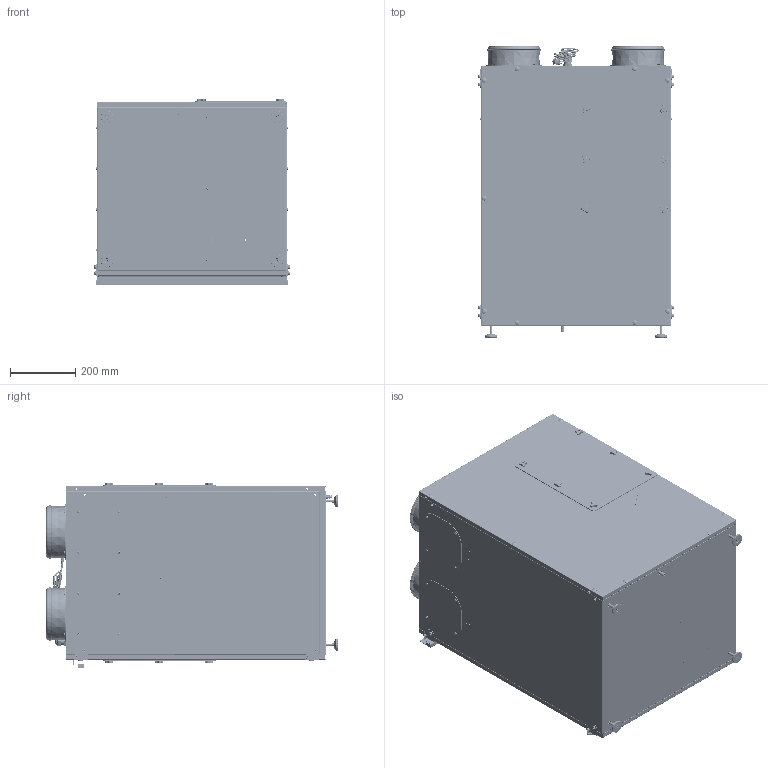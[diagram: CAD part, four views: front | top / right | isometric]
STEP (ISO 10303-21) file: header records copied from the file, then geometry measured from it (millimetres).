
FILE_DESCRIPTION (( 'STEP AP214' ), '1' );
FILE_NAME ('HOME STEP.STEP', '2020-03-19T10:07:44', ( '' ), ( '' ), 'SwSTEP 2.0', 'SolidWorks 2018', '' );
FILE_SCHEMA (( 'AUTOMOTIVE_DESIGN' ));
Length unit declared in the file: millimetre
Products named in the file (42): 450-04-29-G08-35-04-00-003; pan head cross recess screw_iso_ISO 7045 - M4 x 5 - Z - 5N; FILTRE KAPAK CONTASI 3 mm ; 850-EKP-00-117 ; 450-04-29-G08-35-04-00-012; 450-04-29-G08-35-04-00-004; 860-04-29-G10-35-04-00-043; m10 6 köþe perçin somun; 860-04-29-G10-35-04-00-044; 125-TAPA-0000; countersunk flat head cross recess screw_iso_ISO 7046-1 - M4 x 10 - Z - 10N; filter symbol; 460-04-29-G08-35-04-00-041; 404-K29-35-04-00-010; 130-07-006-014; socket head cap screw_iso_ISO 4762 M6 x 10 - 10N; 125-120-0000; cable Multi Socket+; 404-K29-35-04-00-003; PE_PG13.5; taze hava emiþ ; 124-000-0300-0160; 126-10022; 450-04-29-G08-35-04-00-033; 404-K29-35-04-00-002; mahal emiþ; pop percin ; 404-K29-35-04-00-012; 860-04-29-G20-35-04-00-045; 450-04-29-G15-35-04-00-010; mahal üfleme ; egzoz atýþ; 450-04-29-G08-35-04-00-031; 450-04-29-G08-35-04-00-002; 450-04-29-G08-35-04-00-001; m6 6 köþe perçin somun; HOME STEP; 404-K29-35-04-01-001; BOGAZ KAPAMA SAC CONTASI 3mm ; 125-TAKOZ-M8-1 ...
Assembly tree (161 placements, depth 3):
  HOME STEP
    404-K29-35-04-01-001
      450-04-29-G08-35-04-00-001
      450-04-29-G08-35-04-00-002
      450-04-29-G08-35-04-00-030
      460-04-29-G08-35-04-00-041  x3
      450-04-29-G08-35-04-00-031
      450-04-29-G08-35-04-00-033
      450-04-29-G08-35-04-00-024
      125-TAKOZ-M8-1  x4
      PE_PG13.5  x2
      mahal üfleme 
      egzoz atýþ
      mahal emiþ
      taze hava emiþ 
      m6 6 köþe perçin somun  x8
      pop percin   x19
      cable Multi Socket+
      125-120-0000  x4
      124-000-0300-0160  x4
      countersunk flat head cross recess screw_iso_ISO 7046-1 - M4 x 10 - Z - 10N  x16
    404-K29-35-04-00-002
      450-04-29-G08-35-04-00-003
      450-04-29-G15-35-04-00-010  x2
      860-04-29-G10-35-04-00-044
      126-10022  x9
      m6 6 köþe perçin somun  x8
      socket head cap screw_iso_ISO 4762 M6 x 10 - 10N  x8
      130-07-006-014  x6
      860-04-29-G20-35-04-00-045
    404-K29-35-04-00-003
      450-04-29-G08-35-04-00-004
      860-04-29-G10-35-04-00-044
      125-TAPA-0000  x9
      socket head cap screw_iso_ISO 4762 M6 x 10 - 10N  x10
      m6 6 köþe perçin somun  x8
      filter symbol
      FILTRE KAPAK CONTASI 3 mm 
      130-07-006-014  x6
    404-K29-35-04-00-010
      450-04-29-G08-35-04-00-012
      m10 6 köþe perçin somun
      850-EKP-00-117 
    404-K29-35-04-00-012  x4
      860-04-29-G10-35-04-00-043
      BOGAZ KAPAMA SAC CONTASI 3mm 
      pan head cross recess screw_iso_ISO 7045 - M4 x 5 - Z - 5N
Bounding box: 597 x 891 x 570.5 mm (x, y, z)
Volume: 3644988.2 mm3; surface area: 7214076 mm2
Topology: 211 solids, 211 shells, 7879 faces, 19501 edges, 12217 vertices
Faces by surface type: plane 3898, cylinder 2055, torus 683, cone 676, bspline 513, sphere 54
Entity records: 141313 total; most frequent: CARTESIAN_POINT 36565, ORIENTED_EDGE 20110, DIRECTION 19672, EDGE_CURVE 10055, LINE 6744, VECTOR 6744, AXIS2_PLACEMENT_3D 6464, VERTEX_POINT 6428
